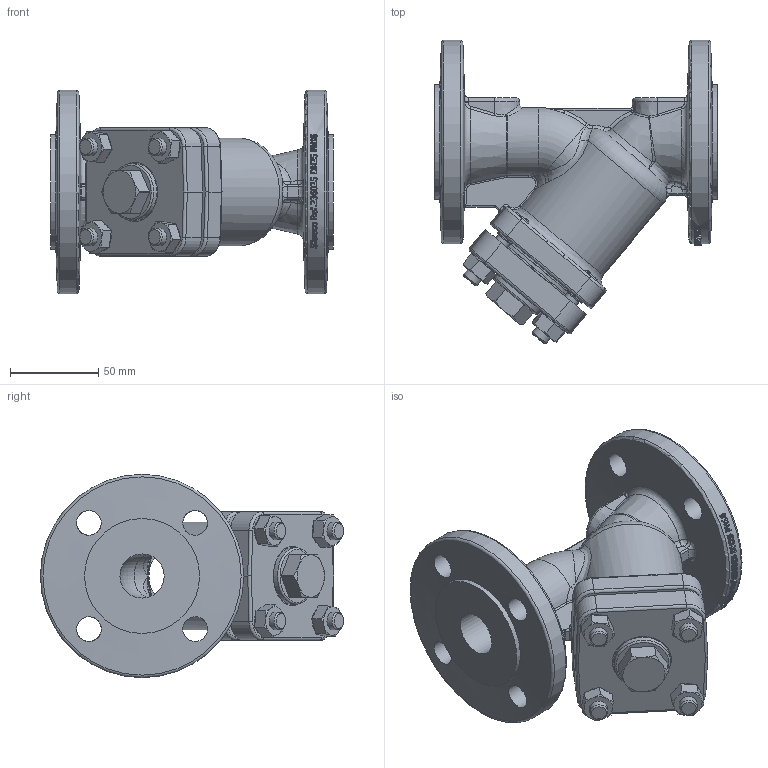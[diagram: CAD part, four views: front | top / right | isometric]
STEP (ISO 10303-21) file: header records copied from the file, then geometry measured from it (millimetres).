
FILE_DESCRIPTION(/* description */ ('236025'),/* implementation_level */ '2;1');
FILE_NAME(/* name */ '236025.stp',/* time_stamp */ '2017-11-06T09:58:33+01:00',/* author */ ('jmorand'),/* organization */ ('Sferaco'),/* preprocessor_version */ 'ST-DEVELOPER v16.5',/* originating_system */ 'Autodesk Inventor 2017',/* authorisation */ '');
FILE_SCHEMA (('CONFIG_CONTROL_DESIGN'));
Products named in the file (1): 821_DN25_PN16
Bounding box: 160 x 171.52 x 115 mm (x, y, z)
Volume: 602284.1 mm3; surface area: 139916.5 mm2
Topology: 11 solids, 11 shells, 929 faces, 2322 edges, 1456 vertices
Faces by surface type: bspline 350, plane 281, cylinder 165, cone 71, torus 58, sphere 4
Full cylindrical faces by diameter (mm): 8.344 x8, 8.5 x8, 10 x16, 12 x4, 14 x8, 16 x4, 24 x1, 25 x2, 26 x1, 26.45 x1, 32 x1, 33.5 x1, 36 x2, 46 x1, 56 x2, 60 x1, 62 x1, 65 x2, 115 x2
Entity records: 57850 total; most frequent: CARTESIAN_POINT 38423, ORIENTED_EDGE 4320, DIRECTION 3198, EDGE_CURVE 2160, VERTEX_POINT 1422, AXIS2_PLACEMENT_3D 1211, EDGE_LOOP 1144, FACE_OUTER_BOUND 929
